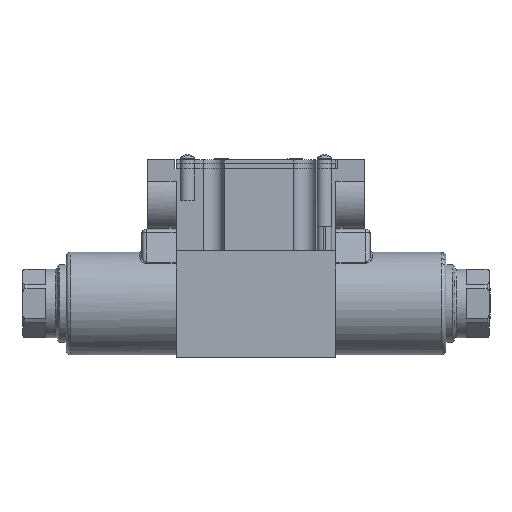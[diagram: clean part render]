
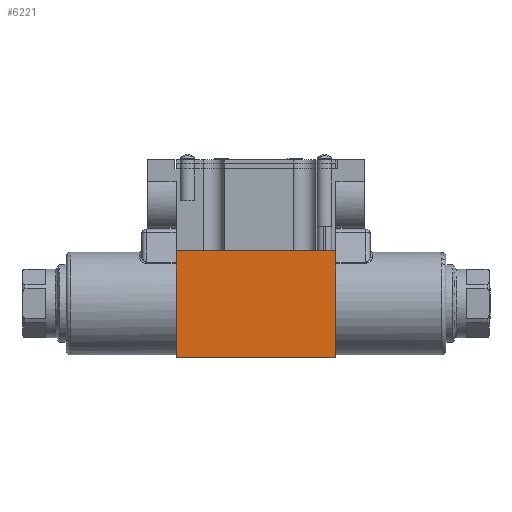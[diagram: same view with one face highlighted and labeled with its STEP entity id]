
A CAD part, front view. The second image highlights one B-rep face of the part: STEP entity #6221.
In plain terms, the highlighted face is planar.
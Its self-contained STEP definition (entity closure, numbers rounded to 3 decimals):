
#6040=CARTESIAN_POINT('',(0.0,46.5,46.));
#6041=VERTEX_POINT('',#6040);
#6042=CARTESIAN_POINT('',(70.0,46.5,46.));
#6043=VERTEX_POINT('',#6042);
#6044=CARTESIAN_POINT('',(0.0,46.5,46.));
#6045=DIRECTION('',(1.0,0.0,0.0));
#6046=VECTOR('',#6045,70.0);
#6047=LINE('',#6044,#6046);
#6048=EDGE_CURVE('',#6041,#6043,#6047,.T.);
#6101=CARTESIAN_POINT('',(70.0,0.0,46.));
#6102=VERTEX_POINT('',#6101);
#6103=CARTESIAN_POINT('',(70.0,46.5,46.));
#6104=DIRECTION('',(0.0,-1.0,0.0));
#6105=VECTOR('',#6104,46.5);
#6106=LINE('',#6103,#6105);
#6107=EDGE_CURVE('',#6043,#6102,#6106,.T.);
#6135=CARTESIAN_POINT('',(0.0,0.0,46.));
#6136=VERTEX_POINT('',#6135);
#6137=CARTESIAN_POINT('',(70.0,0.0,46.));
#6138=DIRECTION('',(-1.0,0.0,0.0));
#6139=VECTOR('',#6138,70.0);
#6140=LINE('',#6137,#6139);
#6141=EDGE_CURVE('',#6102,#6136,#6140,.T.);
#6190=CARTESIAN_POINT('',(0.0,0.0,46.));
#6191=DIRECTION('',(0.0,1.0,0.0));
#6192=VECTOR('',#6191,46.5);
#6193=LINE('',#6190,#6192);
#6194=EDGE_CURVE('',#6136,#6041,#6193,.T.);
#6210=CARTESIAN_POINT('',(35.0,23.25,46.));
#6211=DIRECTION('',(0.0,0.0,1.0));
#6212=DIRECTION('',(1.0,0.0,0.0));
#6213=AXIS2_PLACEMENT_3D('',#6210,#6211,#6212);
#6214=PLANE('',#6213);
#6215=ORIENTED_EDGE('',*,*,#6048,.F.);
#6216=ORIENTED_EDGE('',*,*,#6194,.F.);
#6217=ORIENTED_EDGE('',*,*,#6141,.F.);
#6218=ORIENTED_EDGE('',*,*,#6107,.F.);
#6219=EDGE_LOOP('',(#6215,#6216,#6217,#6218));
#6220=FACE_OUTER_BOUND('',#6219,.T.);
#6221=ADVANCED_FACE('',(#6220),#6214,.T.);
